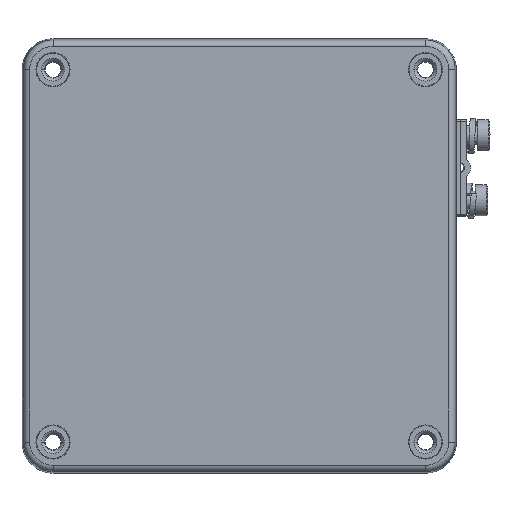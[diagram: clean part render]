
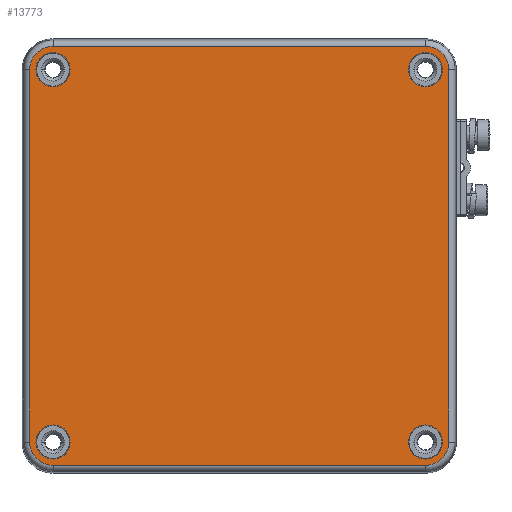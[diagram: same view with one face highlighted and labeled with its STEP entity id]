
A CAD part, top view. The second image highlights one B-rep face of the part: STEP entity #13773.
In plain terms, the highlighted face is planar.
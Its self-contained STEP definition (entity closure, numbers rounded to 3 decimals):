
#12568 = VERTEX_POINT('',#12569);
#12569 = CARTESIAN_POINT('',(54.5,60.,0.));
#12575 = EDGE_CURVE('',#12576,#12568,#12578,.T.);
#12576 = VERTEX_POINT('',#12577);
#12577 = CARTESIAN_POINT('',(65.5,60.,0.));
#12578 = CIRCLE('',#12579,5.5);
#12579 = AXIS2_PLACEMENT_3D('',#12580,#12581,#12582);
#12580 = CARTESIAN_POINT('',(60.,60.,0.));
#12581 = DIRECTION('',(0.,0.,-1.));
#12582 = DIRECTION('',(-1.,0.,0.));
#12610 = VERTEX_POINT('',#12611);
#12611 = CARTESIAN_POINT('',(-65.5,60.,0.));
#12617 = EDGE_CURVE('',#12618,#12610,#12620,.T.);
#12618 = VERTEX_POINT('',#12619);
#12619 = CARTESIAN_POINT('',(-54.5,60.,0.));
#12620 = CIRCLE('',#12621,5.5);
#12621 = AXIS2_PLACEMENT_3D('',#12622,#12623,#12624);
#12622 = CARTESIAN_POINT('',(-60.,60.,0.));
#12623 = DIRECTION('',(0.,0.,-1.));
#12624 = DIRECTION('',(-1.,0.,0.));
#12652 = VERTEX_POINT('',#12653);
#12653 = CARTESIAN_POINT('',(-65.5,-60.,0.));
#12659 = EDGE_CURVE('',#12660,#12652,#12662,.T.);
#12660 = VERTEX_POINT('',#12661);
#12661 = CARTESIAN_POINT('',(-54.5,-60.,0.));
#12662 = CIRCLE('',#12663,5.5);
#12663 = AXIS2_PLACEMENT_3D('',#12664,#12665,#12666);
#12664 = CARTESIAN_POINT('',(-60.,-60.,0.));
#12665 = DIRECTION('',(0.,0.,-1.));
#12666 = DIRECTION('',(-1.,0.,0.));
#12694 = VERTEX_POINT('',#12695);
#12695 = CARTESIAN_POINT('',(54.5,-60.,0.));
#12701 = EDGE_CURVE('',#12702,#12694,#12704,.T.);
#12702 = VERTEX_POINT('',#12703);
#12703 = CARTESIAN_POINT('',(65.5,-60.,0.));
#12704 = CIRCLE('',#12705,5.5);
#12705 = AXIS2_PLACEMENT_3D('',#12706,#12707,#12708);
#12706 = CARTESIAN_POINT('',(60.,-60.,-0.));
#12707 = DIRECTION('',(0.,0.,-1.));
#12708 = DIRECTION('',(-1.,0.,0.));
#13773 = ADVANCED_FACE('',(#13774,#13784,#13794,#13804,#13814),#13884,
  .F.);
#13774 = FACE_BOUND('',#13775,.T.);
#13775 = EDGE_LOOP('',(#13776,#13783));
#13776 = ORIENTED_EDGE('',*,*,#13777,.F.);
#13777 = EDGE_CURVE('',#12568,#12576,#13778,.T.);
#13778 = CIRCLE('',#13779,5.5);
#13779 = AXIS2_PLACEMENT_3D('',#13780,#13781,#13782);
#13780 = CARTESIAN_POINT('',(60.,60.,0.));
#13781 = DIRECTION('',(0.,0.,-1.));
#13782 = DIRECTION('',(-1.,0.,0.));
#13783 = ORIENTED_EDGE('',*,*,#12575,.F.);
#13784 = FACE_BOUND('',#13785,.T.);
#13785 = EDGE_LOOP('',(#13786,#13793));
#13786 = ORIENTED_EDGE('',*,*,#13787,.F.);
#13787 = EDGE_CURVE('',#12610,#12618,#13788,.T.);
#13788 = CIRCLE('',#13789,5.5);
#13789 = AXIS2_PLACEMENT_3D('',#13790,#13791,#13792);
#13790 = CARTESIAN_POINT('',(-60.,60.,0.));
#13791 = DIRECTION('',(0.,0.,-1.));
#13792 = DIRECTION('',(-1.,0.,0.));
#13793 = ORIENTED_EDGE('',*,*,#12617,.F.);
#13794 = FACE_BOUND('',#13795,.T.);
#13795 = EDGE_LOOP('',(#13796,#13803));
#13796 = ORIENTED_EDGE('',*,*,#13797,.F.);
#13797 = EDGE_CURVE('',#12652,#12660,#13798,.T.);
#13798 = CIRCLE('',#13799,5.5);
#13799 = AXIS2_PLACEMENT_3D('',#13800,#13801,#13802);
#13800 = CARTESIAN_POINT('',(-60.,-60.,0.));
#13801 = DIRECTION('',(0.,0.,-1.));
#13802 = DIRECTION('',(-1.,0.,0.));
#13803 = ORIENTED_EDGE('',*,*,#12659,.F.);
#13804 = FACE_BOUND('',#13805,.T.);
#13805 = EDGE_LOOP('',(#13806,#13813));
#13806 = ORIENTED_EDGE('',*,*,#13807,.F.);
#13807 = EDGE_CURVE('',#12694,#12702,#13808,.T.);
#13808 = CIRCLE('',#13809,5.5);
#13809 = AXIS2_PLACEMENT_3D('',#13810,#13811,#13812);
#13810 = CARTESIAN_POINT('',(60.,-60.,-0.));
#13811 = DIRECTION('',(0.,0.,-1.));
#13812 = DIRECTION('',(-1.,0.,0.));
#13813 = ORIENTED_EDGE('',*,*,#12701,.F.);
#13814 = FACE_BOUND('',#13815,.T.);
#13815 = EDGE_LOOP('',(#13816,#13826,#13835,#13843,#13852,#13860,#13869,
    #13877));
#13816 = ORIENTED_EDGE('',*,*,#13817,.T.);
#13817 = EDGE_CURVE('',#13818,#13820,#13822,.T.);
#13818 = VERTEX_POINT('',#13819);
#13819 = CARTESIAN_POINT('',(-60.,67.511,0.));
#13820 = VERTEX_POINT('',#13821);
#13821 = CARTESIAN_POINT('',(60.,67.511,0.));
#13822 = LINE('',#13823,#13824);
#13823 = CARTESIAN_POINT('',(-0.,67.511,0.));
#13824 = VECTOR('',#13825,1.);
#13825 = DIRECTION('',(1.,0.,0.));
#13826 = ORIENTED_EDGE('',*,*,#13827,.T.);
#13827 = EDGE_CURVE('',#13820,#13828,#13830,.T.);
#13828 = VERTEX_POINT('',#13829);
#13829 = CARTESIAN_POINT('',(67.511,60.,0.));
#13830 = CIRCLE('',#13831,7.511);
#13831 = AXIS2_PLACEMENT_3D('',#13832,#13833,#13834);
#13832 = CARTESIAN_POINT('',(60.,60.,0.));
#13833 = DIRECTION('',(0.,0.,-1.));
#13834 = DIRECTION('',(1.,0.,0.));
#13835 = ORIENTED_EDGE('',*,*,#13836,.T.);
#13836 = EDGE_CURVE('',#13828,#13837,#13839,.T.);
#13837 = VERTEX_POINT('',#13838);
#13838 = CARTESIAN_POINT('',(67.511,-60.,0.));
#13839 = LINE('',#13840,#13841);
#13840 = CARTESIAN_POINT('',(67.511,0.,0.));
#13841 = VECTOR('',#13842,1.);
#13842 = DIRECTION('',(0.,-1.,0.));
#13843 = ORIENTED_EDGE('',*,*,#13844,.T.);
#13844 = EDGE_CURVE('',#13837,#13845,#13847,.T.);
#13845 = VERTEX_POINT('',#13846);
#13846 = CARTESIAN_POINT('',(60.,-67.511,0.));
#13847 = CIRCLE('',#13848,7.511);
#13848 = AXIS2_PLACEMENT_3D('',#13849,#13850,#13851);
#13849 = CARTESIAN_POINT('',(60.,-60.,0.));
#13850 = DIRECTION('',(0.,0.,-1.));
#13851 = DIRECTION('',(1.,0.,0.));
#13852 = ORIENTED_EDGE('',*,*,#13853,.T.);
#13853 = EDGE_CURVE('',#13845,#13854,#13856,.T.);
#13854 = VERTEX_POINT('',#13855);
#13855 = CARTESIAN_POINT('',(-60.,-67.511,0.));
#13856 = LINE('',#13857,#13858);
#13857 = CARTESIAN_POINT('',(-0.,-67.511,0.));
#13858 = VECTOR('',#13859,1.);
#13859 = DIRECTION('',(-1.,0.,-0.));
#13860 = ORIENTED_EDGE('',*,*,#13861,.T.);
#13861 = EDGE_CURVE('',#13854,#13862,#13864,.T.);
#13862 = VERTEX_POINT('',#13863);
#13863 = CARTESIAN_POINT('',(-67.511,-60.,0.));
#13864 = CIRCLE('',#13865,7.511);
#13865 = AXIS2_PLACEMENT_3D('',#13866,#13867,#13868);
#13866 = CARTESIAN_POINT('',(-60.,-60.,0.));
#13867 = DIRECTION('',(0.,0.,-1.));
#13868 = DIRECTION('',(1.,0.,0.));
#13869 = ORIENTED_EDGE('',*,*,#13870,.T.);
#13870 = EDGE_CURVE('',#13862,#13871,#13873,.T.);
#13871 = VERTEX_POINT('',#13872);
#13872 = CARTESIAN_POINT('',(-67.511,60.,0.));
#13873 = LINE('',#13874,#13875);
#13874 = CARTESIAN_POINT('',(-67.511,0.,0.));
#13875 = VECTOR('',#13876,1.);
#13876 = DIRECTION('',(0.,1.,0.));
#13877 = ORIENTED_EDGE('',*,*,#13878,.T.);
#13878 = EDGE_CURVE('',#13871,#13818,#13879,.T.);
#13879 = CIRCLE('',#13880,7.511);
#13880 = AXIS2_PLACEMENT_3D('',#13881,#13882,#13883);
#13881 = CARTESIAN_POINT('',(-60.,60.,0.));
#13882 = DIRECTION('',(0.,0.,-1.));
#13883 = DIRECTION('',(1.,0.,0.));
#13884 = PLANE('',#13885);
#13885 = AXIS2_PLACEMENT_3D('',#13886,#13887,#13888);
#13886 = CARTESIAN_POINT('',(0.,0.,0.));
#13887 = DIRECTION('',(-0.,0.,1.));
#13888 = DIRECTION('',(1.,0.,0.));
